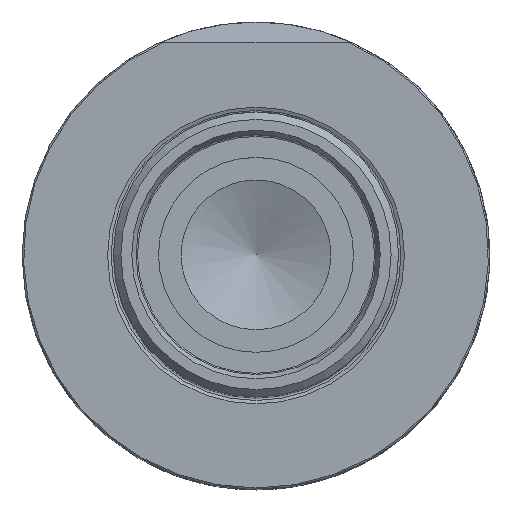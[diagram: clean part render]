
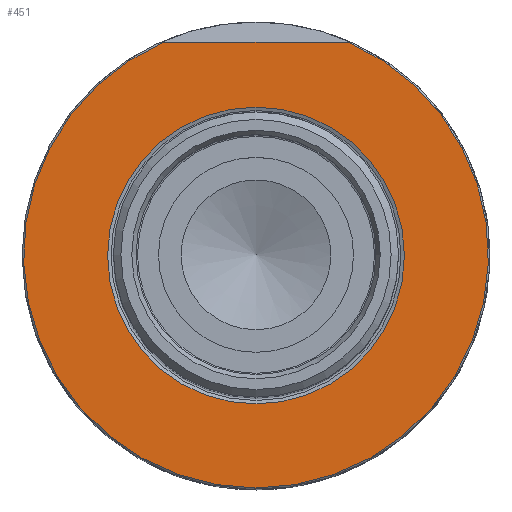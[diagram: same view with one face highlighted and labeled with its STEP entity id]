
A CAD part, top view. The second image highlights one B-rep face of the part: STEP entity #451.
In plain terms, the highlighted planar face has unit normal (0, 0, 1).
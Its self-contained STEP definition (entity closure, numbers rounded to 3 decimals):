
#232=FACE_BOUND('',#973,.T.);
#233=FACE_BOUND('',#974,.T.);
#345=PLANE('',#4533);
#451=ADVANCED_FACE('CN_SU_1',(#232,#233),#345,.F.);
#973=EDGE_LOOP('',(#2140));
#974=EDGE_LOOP('',(#2141,#2142));
#1261=CIRCLE('',#4531,19.821);
#1262=CIRCLE('',#4532,31.05);
#1398=LINE('',#6878,#1622);
#1622=VECTOR('',#5124,1.);
#2140=ORIENTED_EDGE('',*,*,#3745,.F.);
#2141=ORIENTED_EDGE('',*,*,#3746,.F.);
#2142=ORIENTED_EDGE('',*,*,#3747,.T.);
#3315=VERTEX_POINT('',#6877);
#3316=VERTEX_POINT('',#6879);
#3317=VERTEX_POINT('',#6880);
#3745=EDGE_CURVE('',#3315,#3315,#1261,.T.);
#3746=EDGE_CURVE('',#3316,#3317,#1398,.T.);
#3747=EDGE_CURVE('',#3316,#3317,#1262,.T.);
#4531=AXIS2_PLACEMENT_3D('',#6876,#5122,#5123);
#4532=AXIS2_PLACEMENT_3D('',#6881,#5125,#5126);
#4533=AXIS2_PLACEMENT_3D('',#6882,#5127,#5128);
#5122=DIRECTION('',(0.,0.,1.));
#5123=DIRECTION('',(1.,0.,0.));
#5124=DIRECTION('',(1.,0.,0.));
#5125=DIRECTION('',(0.,0.,1.));
#5126=DIRECTION('',(-1.,0.,0.));
#5127=DIRECTION('',(0.,0.,-1.));
#5128=DIRECTION('',(-1.,0.,0.));
#6876=CARTESIAN_POINT('',(0.,0.,0.));
#6877=CARTESIAN_POINT('',(19.821,0.,0.));
#6878=CARTESIAN_POINT('',(-25.,28.5,0.));
#6879=CARTESIAN_POINT('',(-12.323,28.5,0.));
#6880=CARTESIAN_POINT('',(12.323,28.5,0.));
#6881=CARTESIAN_POINT('',(0.,0.,0.));
#6882=CARTESIAN_POINT('',(0.,-31.25,0.));
